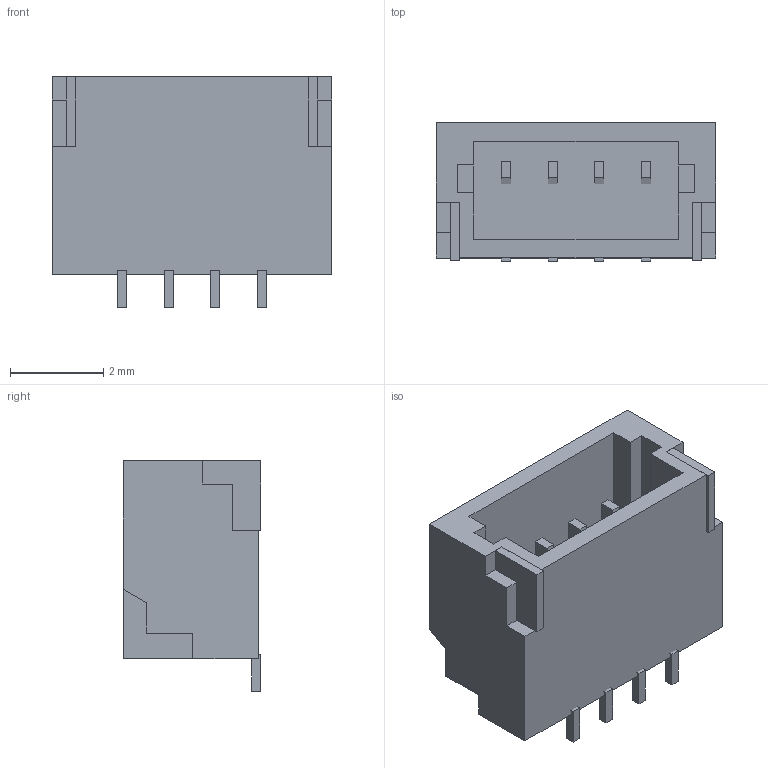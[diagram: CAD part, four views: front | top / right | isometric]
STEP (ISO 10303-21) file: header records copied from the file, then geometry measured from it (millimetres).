
FILE_DESCRIPTION (( 'STEP AP214' ), '1' );
FILE_NAME ('JST_SH_SM04B-SRSS-TB.STEP', '2021-01-14T14:16:47+00:00', 'Stefan Hamminga', '', '', '', '');
FILE_SCHEMA (( 'AUTOMOTIVE_DESIGN' ));
Length unit declared in the file: millimetre
Products named in the file (1): JST_SH_SM04B-SRSS-TB
Bounding box: 6 x 2.96 x 4.95 mm (x, y, z)
Volume: 45 mm3; surface area: 185.8 mm2
Topology: 7 solids, 7 shells, 111 faces, 288 edges, 192 vertices
Faces by surface type: plane 111
Entity records: 2374 total; most frequent: ORIENTED_EDGE 576, EDGE_CURVE 288, LINE 282, CARTESIAN_POINT 214, VERTEX_POINT 184, EDGE_LOOP 112, FACE_OUTER_BOUND 111, ADVANCED_FACE 111
